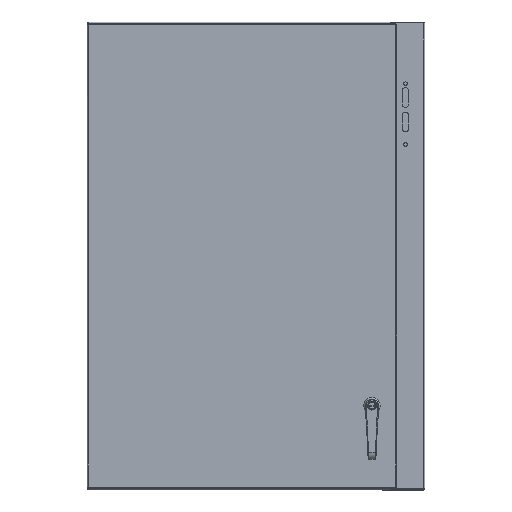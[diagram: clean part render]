
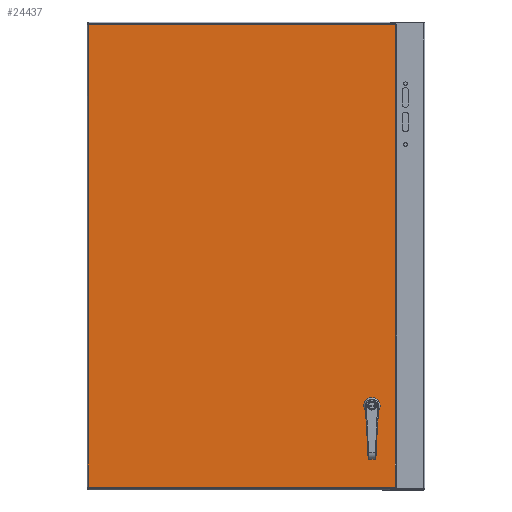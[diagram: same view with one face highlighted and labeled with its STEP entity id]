
A CAD part, top view. The second image highlights one B-rep face of the part: STEP entity #24437.
In plain terms, the highlighted face is planar.
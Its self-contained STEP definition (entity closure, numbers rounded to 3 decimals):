
#1498=FACE_BOUND('',#6088,.T.);
#2437=CIRCLE('',#26713,0.453);
#2439=CIRCLE('',#26717,0.453);
#2441=CIRCLE('',#26721,0.453);
#2443=CIRCLE('',#26725,0.453);
#4332=FACE_OUTER_BOUND('',#6087,.T.);
#6087=EDGE_LOOP('',(#20604,#20605,#20606,#20607));
#6088=EDGE_LOOP('',(#20608,#20609,#20610,#20611,#20612,#20613,#20614,#20615));
#7831=LINE('',#50198,#9581);
#7835=LINE('',#50210,#9585);
#7839=LINE('',#50222,#9589);
#7843=LINE('',#50232,#9593);
#7844=LINE('',#50243,#9594);
#7852=LINE('',#50329,#9602);
#7867=LINE('',#50429,#9617);
#7882=LINE('',#50528,#9632);
#9581=VECTOR('',#32442,0.425);
#9585=VECTOR('',#32454,0.425);
#9589=VECTOR('',#32466,0.425);
#9593=VECTOR('',#32478,0.425);
#9594=VECTOR('',#32481,35.571);
#9602=VECTOR('',#32497,23.633);
#9617=VECTOR('',#32526,35.571);
#9632=VECTOR('',#32555,23.633);
#11649=VERTEX_POINT('',#50189);
#11650=VERTEX_POINT('',#50191);
#11652=VERTEX_POINT('',#50197);
#11654=VERTEX_POINT('',#50203);
#11656=VERTEX_POINT('',#50209);
#11658=VERTEX_POINT('',#50215);
#11660=VERTEX_POINT('',#50221);
#11662=VERTEX_POINT('',#50227);
#11663=VERTEX_POINT('',#50234);
#11664=VERTEX_POINT('',#50242);
#11670=VERTEX_POINT('',#50321);
#11680=VERTEX_POINT('',#50421);
#14682=EDGE_CURVE('',#11650,#11649,#2437,.T.);
#14685=EDGE_CURVE('',#11652,#11650,#7831,.T.);
#14688=EDGE_CURVE('',#11654,#11652,#2439,.T.);
#14691=EDGE_CURVE('',#11656,#11654,#7835,.T.);
#14694=EDGE_CURVE('',#11658,#11656,#2441,.T.);
#14697=EDGE_CURVE('',#11660,#11658,#7839,.T.);
#14700=EDGE_CURVE('',#11662,#11660,#2443,.T.);
#14703=EDGE_CURVE('',#11649,#11662,#7843,.T.);
#14705=EDGE_CURVE('',#11664,#11663,#7844,.T.);
#14717=EDGE_CURVE('',#11663,#11670,#7852,.T.);
#14736=EDGE_CURVE('',#11670,#11680,#7867,.T.);
#14755=EDGE_CURVE('',#11680,#11664,#7882,.T.);
#20604=ORIENTED_EDGE('',*,*,#14705,.T.);
#20605=ORIENTED_EDGE('',*,*,#14717,.T.);
#20606=ORIENTED_EDGE('',*,*,#14736,.T.);
#20607=ORIENTED_EDGE('',*,*,#14755,.T.);
#20608=ORIENTED_EDGE('',*,*,#14682,.T.);
#20609=ORIENTED_EDGE('',*,*,#14703,.T.);
#20610=ORIENTED_EDGE('',*,*,#14700,.T.);
#20611=ORIENTED_EDGE('',*,*,#14697,.T.);
#20612=ORIENTED_EDGE('',*,*,#14694,.T.);
#20613=ORIENTED_EDGE('',*,*,#14691,.T.);
#20614=ORIENTED_EDGE('',*,*,#14688,.T.);
#20615=ORIENTED_EDGE('',*,*,#14685,.T.);
#22715=PLANE('',#26752);
#24437=ADVANCED_FACE('',(#4332,#1498),#22715,.F.);
#26713=AXIS2_PLACEMENT_3D('',#50192,#32436,#32437);
#26717=AXIS2_PLACEMENT_3D('',#50204,#32448,#32449);
#26721=AXIS2_PLACEMENT_3D('',#50216,#32460,#32461);
#26725=AXIS2_PLACEMENT_3D('',#50228,#32472,#32473);
#26752=AXIS2_PLACEMENT_3D('',#50614,#32580,#32581);
#32436=DIRECTION('center_axis',(0.,0.,1.));
#32437=DIRECTION('ref_axis',(-0.469,-0.883,0.));
#32442=DIRECTION('',(0.,1.,0.));
#32448=DIRECTION('center_axis',(0.,0.,1.));
#32449=DIRECTION('ref_axis',(-0.883,0.469,0.));
#32454=DIRECTION('',(1.,0.,0.));
#32460=DIRECTION('center_axis',(0.,0.,1.));
#32461=DIRECTION('ref_axis',(0.469,0.883,0.));
#32466=DIRECTION('',(0.,-1.,0.));
#32472=DIRECTION('center_axis',(0.,0.,1.));
#32473=DIRECTION('ref_axis',(0.883,-0.469,0.));
#32478=DIRECTION('',(-1.,0.,0.));
#32481=DIRECTION('',(0.,-1.,0.));
#32497=DIRECTION('',(-1.,0.,0.));
#32526=DIRECTION('',(0.,1.,0.));
#32555=DIRECTION('',(1.,0.,0.));
#32580=DIRECTION('center_axis',(0.,0.,1.));
#32581=DIRECTION('ref_axis',(1.,0.,0.));
#50189=CARTESIAN_POINT('',(2.113,6.745,0.));
#50191=CARTESIAN_POINT('',(2.3,6.558,0.));
#50192=CARTESIAN_POINT('Origin',(1.9,6.345,0.));
#50197=CARTESIAN_POINT('',(2.3,6.132,0.));
#50198=CARTESIAN_POINT('',(2.3,12.216,0.));
#50203=CARTESIAN_POINT('',(2.113,5.945,0.));
#50204=CARTESIAN_POINT('Origin',(1.9,6.345,0.));
#50209=CARTESIAN_POINT('',(1.687,5.945,0.));
#50210=CARTESIAN_POINT('',(7.009,5.945,0.));
#50215=CARTESIAN_POINT('',(1.5,6.132,0.));
#50216=CARTESIAN_POINT('Origin',(1.9,6.345,0.));
#50221=CARTESIAN_POINT('',(1.5,6.558,0.));
#50222=CARTESIAN_POINT('',(1.5,12.004,0.));
#50227=CARTESIAN_POINT('',(1.687,6.745,0.));
#50228=CARTESIAN_POINT('Origin',(1.9,6.345,0.));
#50232=CARTESIAN_POINT('',(6.797,6.745,0.));
#50234=CARTESIAN_POINT('',(23.723,0.09,0.));
#50242=CARTESIAN_POINT('',(23.723,35.66,0.));
#50243=CARTESIAN_POINT('',(23.723,26.768,0.));
#50321=CARTESIAN_POINT('',(0.09,0.09,0.));
#50329=CARTESIAN_POINT('',(17.815,0.09,0.));
#50421=CARTESIAN_POINT('',(0.09,35.66,0.));
#50429=CARTESIAN_POINT('',(0.09,8.982,0.));
#50528=CARTESIAN_POINT('',(5.998,35.66,0.));
#50614=CARTESIAN_POINT('Origin',(11.906,17.875,0.));
